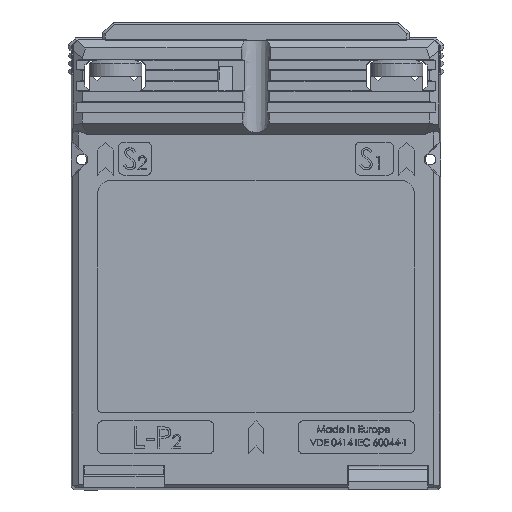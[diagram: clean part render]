
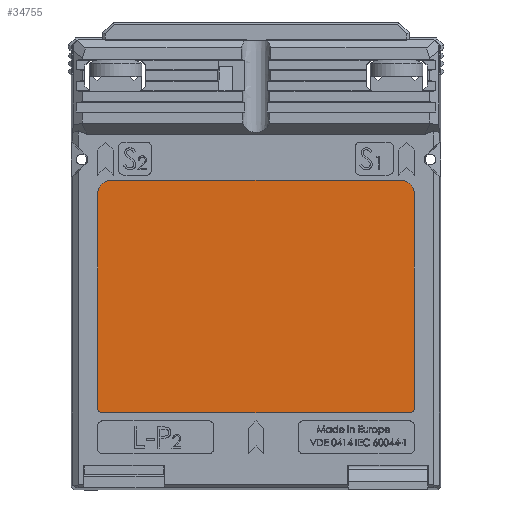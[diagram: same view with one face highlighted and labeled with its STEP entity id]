
A CAD part, top view. The second image highlights one B-rep face of the part: STEP entity #34755.
In plain terms, the highlighted planar face has unit normal (0, 0, 1).
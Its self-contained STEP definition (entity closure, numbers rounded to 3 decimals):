
#33289 = EDGE_CURVE ( 'NONE', #33457, #33311, #56123, .T. ) ;
#33311 = VERTEX_POINT ( 'NONE', #56179 ) ;
#33457 = VERTEX_POINT ( 'NONE', #56153 ) ;
#33587 = VERTEX_POINT ( 'NONE', #56190 ) ;
#33679 = EDGE_CURVE ( 'NONE', #33587, #33457, #56237, .T. ) ;
#33707 = VERTEX_POINT ( 'NONE', #56227 ) ;
#33795 = ORIENTED_EDGE ( 'NONE', *, *, #34308, .T. ) ;
#33848 = VERTEX_POINT ( 'NONE', #56235 ) ;
#33889 = EDGE_CURVE ( 'NONE', #33707, #33587, #56267, .T. ) ;
#33933 = VERTEX_POINT ( 'NONE', #56265 ) ;
#33990 = EDGE_CURVE ( 'NONE', #34031, #33707, #56254, .T. ) ;
#34031 = VERTEX_POINT ( 'NONE', #56260 ) ;
#34252 = VERTEX_POINT ( 'NONE', #56281 ) ;
#34289 = ORIENTED_EDGE ( 'NONE', *, *, #34478, .T. ) ;
#34308 = EDGE_CURVE ( 'NONE', #33848, #34031, #56276, .T. ) ;
#34478 = EDGE_CURVE ( 'NONE', #33933, #33848, #55577, .T. ) ;
#34625 = EDGE_LOOP ( 'NONE', ( #34809, #34836, #34909, #34289, #33795, #34844, #34797, #35025 ) ) ;
#34683 = EDGE_CURVE ( 'NONE', #33311, #34252, #56337, .T. ) ;
#34755 = ADVANCED_FACE ( 'NONE', ( #56338 ), #56380, .T. ) ;
#34797 = ORIENTED_EDGE ( 'NONE', *, *, #33889, .T. ) ;
#34809 = ORIENTED_EDGE ( 'NONE', *, *, #33289, .T. ) ;
#34836 = ORIENTED_EDGE ( 'NONE', *, *, #34683, .T. ) ;
#34844 = ORIENTED_EDGE ( 'NONE', *, *, #33990, .T. ) ;
#34909 = ORIENTED_EDGE ( 'NONE', *, *, #34954, .T. ) ;
#34954 = EDGE_CURVE ( 'NONE', #34252, #33933, #56376, .T. ) ;
#35025 = ORIENTED_EDGE ( 'NONE', *, *, #33679, .T. ) ;
#55577 = LINE ( 'NONE', #55827, #55818 ) ;
#55817 = DIRECTION ( 'NONE',  ( -1., 0., 0. ) ) ;
#55818 = VECTOR ( 'NONE', #55817, 1000. ) ;
#55827 = CARTESIAN_POINT ( 'NONE',  ( -27.5, 27., 19.995 ) ) ;
#56123 = CIRCLE ( 'NONE', #56176, 1. ) ;
#56153 = CARTESIAN_POINT ( 'NONE',  ( 29., -17., 19.995 ) ) ;
#56172 = DIRECTION ( 'NONE',  ( 1., 0., 0. ) ) ;
#56173 = DIRECTION ( 'NONE',  ( 0., 0., 1. ) ) ;
#56174 = CARTESIAN_POINT ( 'NONE',  ( 29., -16., 19.995 ) ) ;
#56176 = AXIS2_PLACEMENT_3D ( 'NONE', #56174, #56173, #56172 ) ;
#56179 = CARTESIAN_POINT ( 'NONE',  ( 30., -16., 19.995 ) ) ;
#56190 = CARTESIAN_POINT ( 'NONE',  ( -29., -17., 19.995 ) ) ;
#56227 = CARTESIAN_POINT ( 'NONE',  ( -30., -16., 19.995 ) ) ;
#56228 = DIRECTION ( 'NONE',  ( 1., 0., 0. ) ) ;
#56229 = VECTOR ( 'NONE', #56228, 1000. ) ;
#56235 = CARTESIAN_POINT ( 'NONE',  ( -27.5, 27., 19.995 ) ) ;
#56236 = CARTESIAN_POINT ( 'NONE',  ( -29., -17., 19.995 ) ) ;
#56237 = LINE ( 'NONE', #56236, #56229 ) ;
#56250 = DIRECTION ( 'NONE',  ( 0., -1., 0. ) ) ;
#56251 = VECTOR ( 'NONE', #56250, 1000. ) ;
#56253 = CARTESIAN_POINT ( 'NONE',  ( -30., 24.5, 19.995 ) ) ;
#56254 = LINE ( 'NONE', #56253, #56251 ) ;
#56260 = CARTESIAN_POINT ( 'NONE',  ( -30., 24.5, 19.995 ) ) ;
#56261 = DIRECTION ( 'NONE',  ( -1., 0., 0. ) ) ;
#56262 = AXIS2_PLACEMENT_3D ( 'NONE', #56264, #56266, #56261 ) ;
#56264 = CARTESIAN_POINT ( 'NONE',  ( -29., -16., 19.995 ) ) ;
#56265 = CARTESIAN_POINT ( 'NONE',  ( 27.5, 27., 19.995 ) ) ;
#56266 = DIRECTION ( 'NONE',  ( 0., 0., 1. ) ) ;
#56267 = CIRCLE ( 'NONE', #56262, 1. ) ;
#56274 = DIRECTION ( 'NONE',  ( 0., 0., 1. ) ) ;
#56276 = CIRCLE ( 'NONE', #56317, 2.5 ) ;
#56281 = CARTESIAN_POINT ( 'NONE',  ( 30., 24.5, 19.995 ) ) ;
#56316 = DIRECTION ( 'NONE',  ( 1., 0., 0. ) ) ;
#56317 = AXIS2_PLACEMENT_3D ( 'NONE', #56322, #56274, #56316 ) ;
#56322 = CARTESIAN_POINT ( 'NONE',  ( -27.5, 24.5, 19.995 ) ) ;
#56325 = AXIS2_PLACEMENT_3D ( 'NONE', #56383, #56333, #56371 ) ;
#56328 = DIRECTION ( 'NONE',  ( 0., 1., 0. ) ) ;
#56329 = VECTOR ( 'NONE', #56328, 1000. ) ;
#56330 = CARTESIAN_POINT ( 'NONE',  ( 30., 24.5, 19.995 ) ) ;
#56333 = DIRECTION ( 'NONE',  ( 0., 0., 1. ) ) ;
#56337 = LINE ( 'NONE', #56330, #56329 ) ;
#56338 = FACE_OUTER_BOUND ( 'NONE', #34625, .T. ) ;
#56358 = DIRECTION ( 'NONE',  ( -1., 0., 0. ) ) ;
#56359 = DIRECTION ( 'NONE',  ( 0., 0., 1. ) ) ;
#56360 = CARTESIAN_POINT ( 'NONE',  ( 27.5, 24.5, 19.995 ) ) ;
#56361 = AXIS2_PLACEMENT_3D ( 'NONE', #56360, #56359, #56358 ) ;
#56371 = DIRECTION ( 'NONE',  ( 1., 0., 0. ) ) ;
#56376 = CIRCLE ( 'NONE', #56361, 2.5 ) ;
#56380 = PLANE ( 'NONE',  #56325 ) ;
#56383 = CARTESIAN_POINT ( 'NONE',  ( 29., -16., 19.995 ) ) ;
